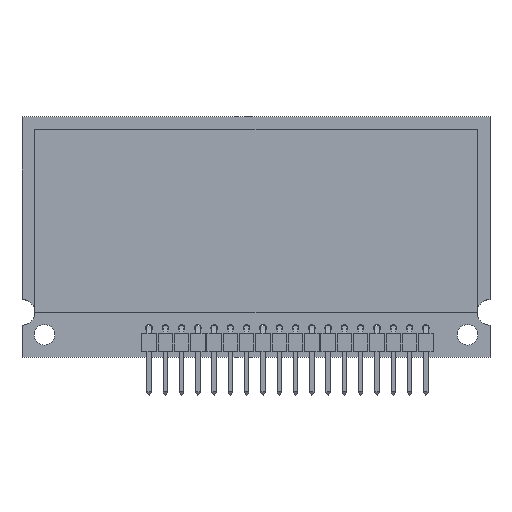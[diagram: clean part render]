
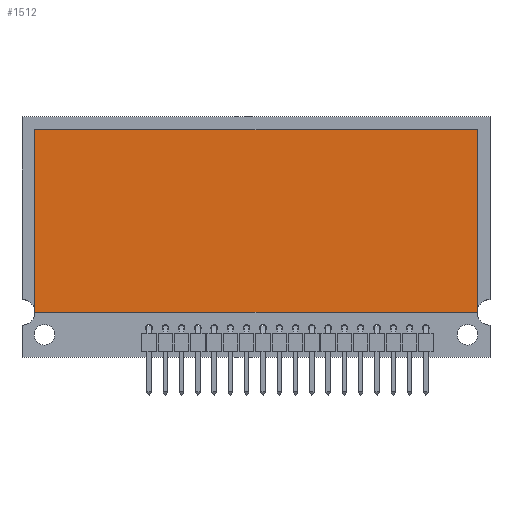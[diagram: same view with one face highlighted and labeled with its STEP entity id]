
A CAD part, top view. The second image highlights one B-rep face of the part: STEP entity #1512.
In plain terms, the highlighted planar face has unit normal (0, 0, 1).
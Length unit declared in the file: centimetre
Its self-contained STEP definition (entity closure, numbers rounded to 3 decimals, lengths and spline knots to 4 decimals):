
#461=VERTEX_POINT('',#2415);
#462=VERTEX_POINT('',#2416);
#465=VERTEX_POINT('',#2424);
#467=VERTEX_POINT('',#2430);
#514=VECTOR('',#2003,1.);
#518=VECTOR('',#2008,1.);
#521=VECTOR('',#2012,1.);
#524=VECTOR('',#2016,1.);
#582=LINE('',#2414,#514);
#586=LINE('',#2423,#518);
#589=LINE('',#2429,#521);
#592=LINE('',#2435,#524);
#730=EDGE_CURVE('',#461,#462,#582,.T.);
#734=EDGE_CURVE('',#462,#465,#586,.T.);
#737=EDGE_CURVE('',#465,#467,#589,.T.);
#740=EDGE_CURVE('',#467,#461,#592,.T.);
#998=ORIENTED_EDGE('',*,*,#730,.F.);
#999=ORIENTED_EDGE('',*,*,#740,.F.);
#1000=ORIENTED_EDGE('',*,*,#737,.F.);
#1001=ORIENTED_EDGE('',*,*,#734,.F.);
#1252=EDGE_LOOP('',(#998,#999,#1000,#1001));
#1439=FACE_BOUND('',#1252,.T.);
#1512=ADVANCED_FACE('',(#1439),#2579,.T.);
#1665=AXIS2_PLACEMENT_3D('',#2437,#2018,$);
#2003=DIRECTION('',(1.,0.,0.));
#2008=DIRECTION('',(0.,-1.,0.));
#2012=DIRECTION('',(-1.,0.,0.));
#2016=DIRECTION('',(0.,1.,0.));
#2018=DIRECTION('',(0.,0.,1.));
#2414=CARTESIAN_POINT('',(6.9,2.85,0.9));
#2415=CARTESIAN_POINT('',(0.,2.85,0.9));
#2416=CARTESIAN_POINT('',(6.9,2.85,0.9));
#2423=CARTESIAN_POINT('',(6.9,0.,0.9));
#2424=CARTESIAN_POINT('',(6.9,0.,0.9));
#2429=CARTESIAN_POINT('',(0.,0.,0.9));
#2430=CARTESIAN_POINT('',(0.,0.,0.9));
#2435=CARTESIAN_POINT('',(0.,2.85,0.9));
#2437=CARTESIAN_POINT('',(3.45,1.425,0.9));
#2579=PLANE('',#1665);
